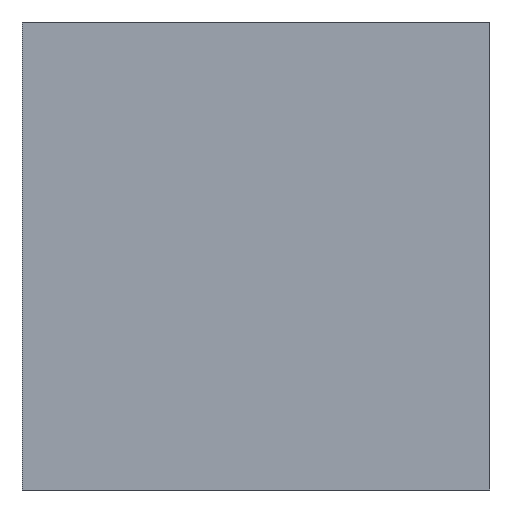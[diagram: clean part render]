
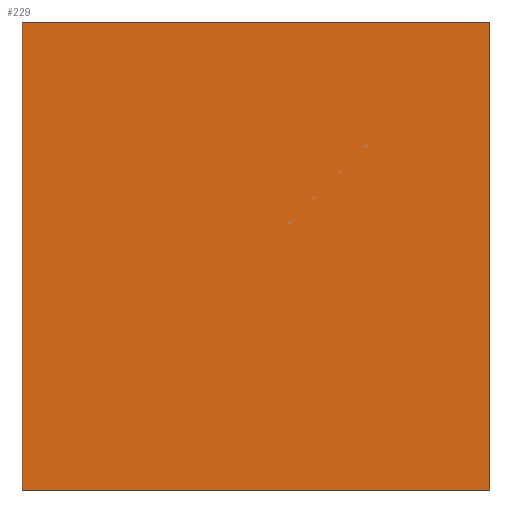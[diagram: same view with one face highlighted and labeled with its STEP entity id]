
A CAD part, front view. The second image highlights one B-rep face of the part: STEP entity #229.
In plain terms, the highlighted planar face has unit normal (0, -1, 0).
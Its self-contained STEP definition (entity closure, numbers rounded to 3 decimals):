
#1 = VERTEX_POINT ( 'NONE', #494 ) ;
#13 = VECTOR ( 'NONE', #37, 1000. ) ;
#17 = DIRECTION ( 'NONE',  ( 0., 0., -1. ) ) ;
#37 = DIRECTION ( 'NONE',  ( 1., 0., 0. ) ) ;
#47 = VERTEX_POINT ( 'NONE', #381 ) ;
#51 = CARTESIAN_POINT ( 'NONE',  ( 0., 0., 0. ) ) ;
#92 = ORIENTED_EDGE ( 'NONE', *, *, #95, .F. ) ;
#95 = EDGE_CURVE ( 'NONE', #47, #327, #345, .T. ) ;
#111 = VECTOR ( 'NONE', #334, 1000. ) ;
#157 = ORIENTED_EDGE ( 'NONE', *, *, #282, .F. ) ;
#229 = ADVANCED_FACE ( 'NONE', ( #422 ), #410, .T. ) ;
#234 = EDGE_LOOP ( 'NONE', ( #340, #92, #372, #157 ) ) ;
#245 = VERTEX_POINT ( 'NONE', #387 ) ;
#249 = AXIS2_PLACEMENT_3D ( 'NONE', #51, #452, #374 ) ;
#276 = CARTESIAN_POINT ( 'NONE',  ( 19., 0., 19. ) ) ;
#282 = EDGE_CURVE ( 'NONE', #1, #245, #351, .T. ) ;
#290 = VECTOR ( 'NONE', #462, 1000. ) ;
#327 = VERTEX_POINT ( 'NONE', #432 ) ;
#331 = LINE ( 'NONE', #441, #503 ) ;
#334 = DIRECTION ( 'NONE',  ( 0., 0., 1. ) ) ;
#340 = ORIENTED_EDGE ( 'NONE', *, *, #481, .T. ) ;
#345 = LINE ( 'NONE', #499, #290 ) ;
#351 = LINE ( 'NONE', #276, #13 ) ;
#372 = ORIENTED_EDGE ( 'NONE', *, *, #448, .T. ) ;
#374 = DIRECTION ( 'NONE',  ( 0., 0., -1. ) ) ;
#381 = CARTESIAN_POINT ( 'NONE',  ( 57., 0., -19. ) ) ;
#387 = CARTESIAN_POINT ( 'NONE',  ( 57., 0., 19. ) ) ;
#410 = PLANE ( 'NONE',  #249 ) ;
#422 = FACE_OUTER_BOUND ( 'NONE', #234, .T. ) ;
#432 = CARTESIAN_POINT ( 'NONE',  ( 19., 0., -19. ) ) ;
#441 = CARTESIAN_POINT ( 'NONE',  ( 19., 0., -19. ) ) ;
#445 = CARTESIAN_POINT ( 'NONE',  ( 57., 0., -19. ) ) ;
#448 = EDGE_CURVE ( 'NONE', #47, #245, #483, .T. ) ;
#452 = DIRECTION ( 'NONE',  ( 0., -1., 0. ) ) ;
#462 = DIRECTION ( 'NONE',  ( -1., 0., 0. ) ) ;
#481 = EDGE_CURVE ( 'NONE', #1, #327, #331, .T. ) ;
#483 = LINE ( 'NONE', #445, #111 ) ;
#494 = CARTESIAN_POINT ( 'NONE',  ( 19., 0., 19. ) ) ;
#499 = CARTESIAN_POINT ( 'NONE',  ( 19., 0., -19. ) ) ;
#503 = VECTOR ( 'NONE', #17, 1000. ) ;
